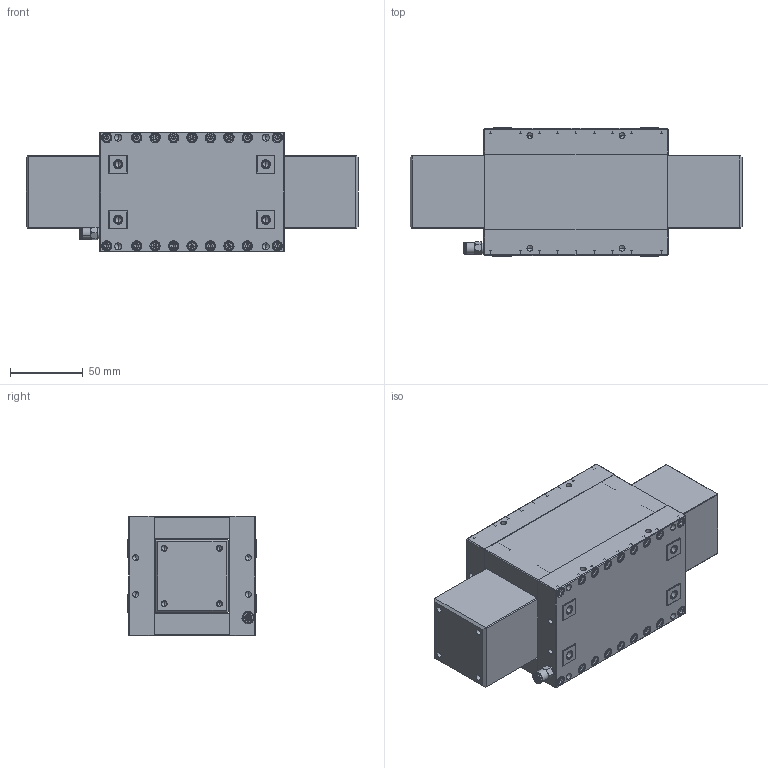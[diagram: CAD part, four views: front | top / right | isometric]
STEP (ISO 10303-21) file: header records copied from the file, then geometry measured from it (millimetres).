
FILE_DESCRIPTION (( 'STEP AP214' ), '1' );
FILE_NAME ('S40-03125-050XXX-C_UPDATED.STEP', '2014-05-14T15:24:36', ( '' ), ( '' ), 'SwSTEP 2.0', 'SolidWorks 2014', '' );
FILE_SCHEMA (( 'AUTOMOTIVE_DESIGN' ));
Length unit declared in the file: inch
Products named in the file (12): 40S50S02-C_40S50S02; 44S50XX_44S50229; S40-03125-050XXX-C_UPDATED; S90F013_04-M5; Socket Set Screw Cone Point_AM_B18.3.6M - M5 x 0.8 x 5 Hex Socket Cone Pt. SS --C; Socket Set Screw Cone Point_AM_B18.3.6M - M3 x 0.5 x 3 Hex Socket Cone Pt. SS --C; Socket Head Cap Screw_AI_HX-SHCS 0.138-32x0.75x0.75-N; S165002-C_S165002; S90A001; 62S50S04_62S50S04; 16S5002-C_16S5002-C; 40S50T02-C_40S50T02
Assembly tree (51 placements, depth 3):
  S40-03125-050XXX-C_UPDATED
    44S50XX_44S50229
    40S50S02-C_40S50S02  x2
    40S50T02-C_40S50T02  x2
    S165002-C_S165002  x4
      16S5002-C_16S5002-C
      62S50S04_62S50S04
    Socket Head Cap Screw_AI_HX-SHCS 0.138-32x0.75x0.75-N  x36
    Socket Set Screw Cone Point_AM_B18.3.6M - M3 x 0.5 x 3 Hex Socket Cone Pt. SS --C  x2
    Socket Set Screw Cone Point_AM_B18.3.6M - M5 x 0.8 x 5 Hex Socket Cone Pt. SS --C
    S90F013_04-M5
  S90A001
Bounding box: 228.6 x 88.9 x 82.55 mm (x, y, z)
Volume: 1076824.3 mm3; surface area: 289932.7 mm2
Topology: 53 solids, 53 shells, 2844 faces, 6804 edges, 4172 vertices
Faces by surface type: plane 1414, cylinder 656, cone 402, bspline 296, torus 76
Entity records: 39305 total; most frequent: CARTESIAN_POINT 14896, ORIENTED_EDGE 4838, DIRECTION 4489, EDGE_CURVE 2419, VERTEX_POINT 1575, AXIS2_PLACEMENT_3D 1506, LINE 1477, VECTOR 1477
